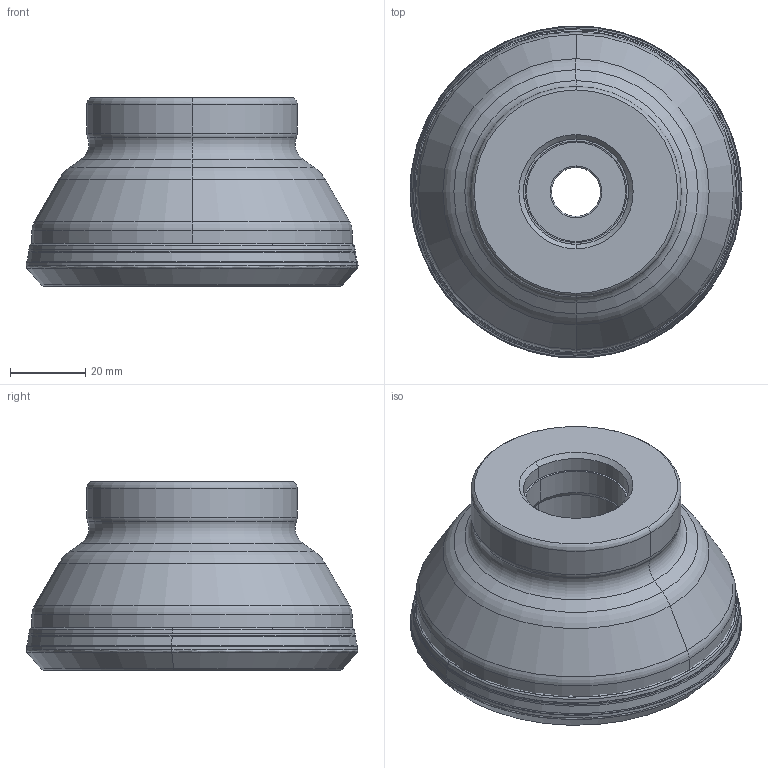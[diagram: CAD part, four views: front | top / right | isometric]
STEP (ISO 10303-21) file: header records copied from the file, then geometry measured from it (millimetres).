
FILE_DESCRIPTION(/* description */ (''),/* implementation_level */ '2;1');
FILE_NAME(/* name */ 'AHX440S-080A06AR_MR0_8.stp',/* time_stamp */ '2021-02-02T08:18:11+09:00',/* author */ (''),/* organization */ (''),/* preprocessor_version */ 'ST-DEVELOPER v16',/* originating_system */ 'SIEMENS PLM Software NX 10.0',/* authorisation */ '');
FILE_SCHEMA (('AUTOMOTIVE_DESIGN { 1 0 10303 214 3 1 1 1 }'));
Length unit declared in the file: millimetre
Products named in the file (1): AHX440S-080A06AR_MR0_8_ASM
Bounding box: 88.28 x 88.15 x 50 mm (x, y, z)
Volume: 201712.2 mm3; surface area: 33147.4 mm2
Topology: 2 solids, 2 shells, 197 faces, 520 edges, 399 vertices
Faces by surface type: torus 82, revolution 40, cone 28, bspline 26, cylinder 14, plane 7
Entity records: 7595 total; most frequent: CARTESIAN_POINT 2386, DIRECTION 1196, ORIENTED_EDGE 908, AXIS2_PLACEMENT_3D 554, EDGE_CURVE 454, CIRCLE 412, VERTEX_POINT 264, EDGE_LOOP 204
